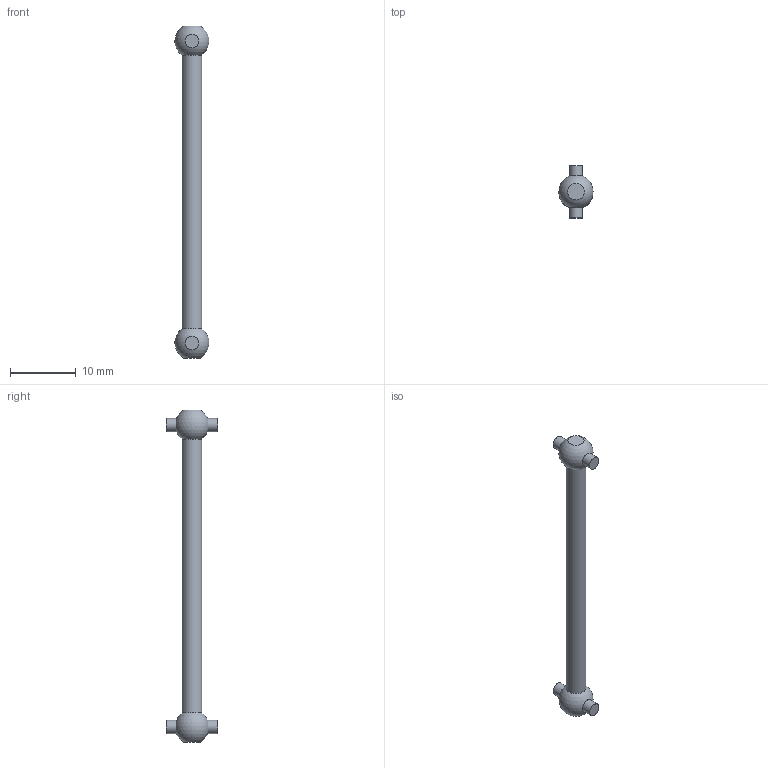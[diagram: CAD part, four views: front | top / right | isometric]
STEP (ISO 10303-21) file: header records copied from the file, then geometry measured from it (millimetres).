
FILE_DESCRIPTION(/* description */ (''),/* implementation_level */ '2;1');
FILE_NAME(/* name */ 'Wheel_driveshaft_v1.step',/* time_stamp */ '2022-03-24T12:16:34+04:00',/* author */ (''),/* organization */ (''),/* preprocessor_version */ 'ST-DEVELOPER v18.1',/* originating_system */ 'Autodesk Translation Framework v10.13.0.1454',/* authorisation */ '');
FILE_SCHEMA (('AUTOMOTIVE_DESIGN { 1 0 10303 214 3 1 1 }'));
Length unit declared in the file: millimetre
Products named in the file (1): Wheel driveshaft
Bounding box: 5.19 x 7.85 x 50.35 mm (x, y, z)
Volume: 453.7 mm3; surface area: 583.1 mm2
Topology: 1 solids, 1 shells, 13 faces, 19 edges, 12 vertices
Faces by surface type: plane 6, cylinder 5, sphere 2
Full cylindrical faces by diameter (mm): 2 x4, 3 x1
Entity records: 324 total; most frequent: DIRECTION 61, CARTESIAN_POINT 45, ORIENTED_EDGE 38, AXIS2_PLACEMENT_3D 28, EDGE_CURVE 19, EDGE_LOOP 17, CIRCLE 14, FACE_OUTER_BOUND 13
